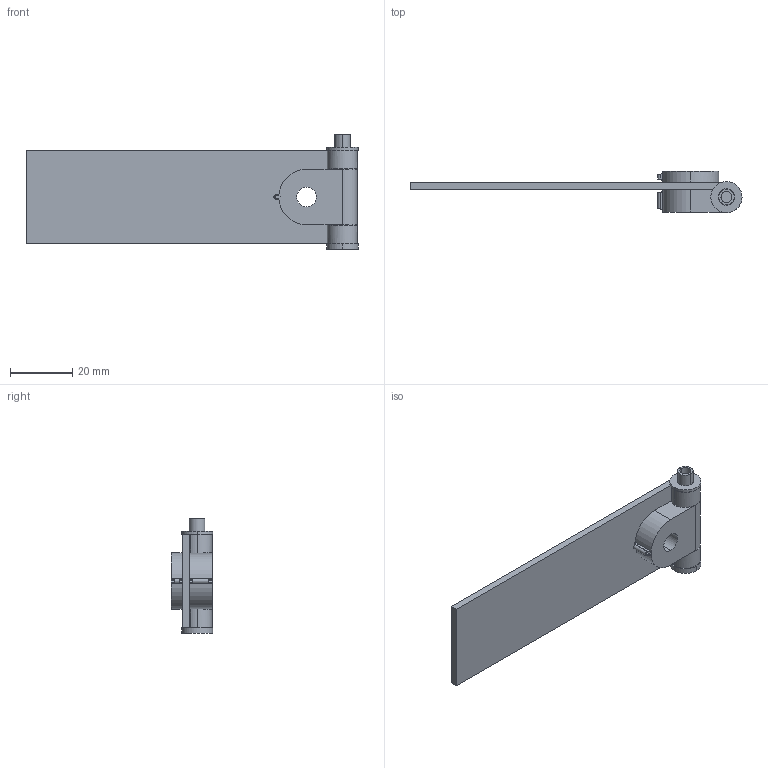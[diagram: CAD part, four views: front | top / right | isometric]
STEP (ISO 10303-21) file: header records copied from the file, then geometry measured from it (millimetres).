
FILE_DESCRIPTION (( 'STEP AP203' ), '1' );
FILE_NAME ('sone3D.STEP', '2014-09-02T08:41:32', ( '' ), ( '' ), 'SwSTEP 2.0', 'SolidWorks 2012', '' );
FILE_SCHEMA (( 'CONFIG_CONTROL_DESIGN' ));
Length unit declared in the file: millimetre
Products named in the file (5): sone3D; AC-25-VB-6儚僢僔儍乕_; AC-25-VB-6僗儕乕僽_; AC-25-VBシャフト_; AC-25-VB台座_
Assembly tree (4 placements, depth 2):
  sone3D
    AC-25-VB台座_
    AC-25-VBシャフト_
    AC-25-VB-6僗儕乕僽_
    AC-25-VB-6儚僢僔儍乕_
Bounding box: 106.5 x 13.3 x 36.8 mm (x, y, z)
Volume: 11541.2 mm3; surface area: 10078.1 mm2
Topology: 4 solids, 4 shells, 94 faces, 248 edges, 160 vertices
Faces by surface type: plane 44, cylinder 42, torus 8
Entity records: 3541 total; most frequent: CARTESIAN_POINT 681, DIRECTION 500, ORIENTED_EDGE 496, EDGE_CURVE 248, AXIS2_PLACEMENT_3D 195, VERTEX_POINT 160, VECTOR 110, LINE 110
